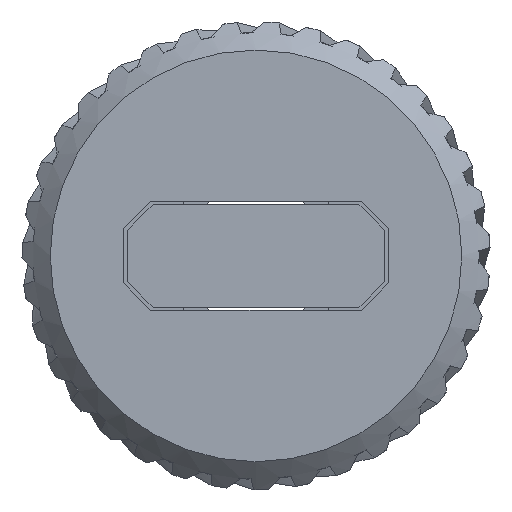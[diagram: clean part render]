
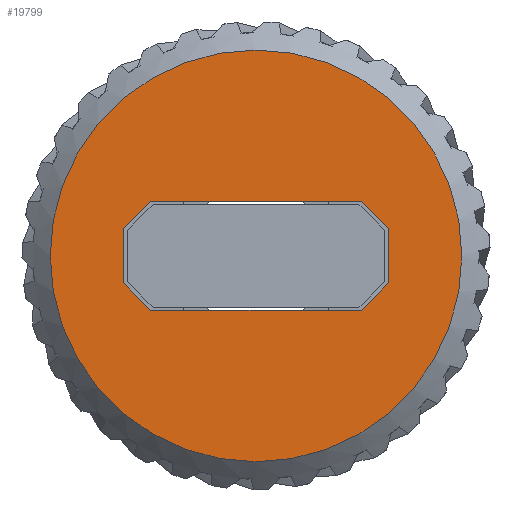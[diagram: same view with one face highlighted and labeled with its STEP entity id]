
A CAD part, front view. The second image highlights one B-rep face of the part: STEP entity #19799.
In plain terms, the highlighted planar face has unit normal (0, -1, 0).
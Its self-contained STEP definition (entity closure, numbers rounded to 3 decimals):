
#292=FACE_BOUND('',#4410,.T.);
#405=CIRCLE('',#21136,12.);
#812=LINE('',#25279,#1908);
#815=LINE('',#26602,#1911);
#816=LINE('',#26604,#1912);
#817=LINE('',#26605,#1913);
#818=LINE('',#26607,#1914);
#819=LINE('',#26609,#1915);
#820=LINE('',#26611,#1916);
#821=LINE('',#26612,#1917);
#1908=VECTOR('',#22083,10.);
#1911=VECTOR('',#22230,10.);
#1912=VECTOR('',#22231,10.);
#1913=VECTOR('',#22232,10.);
#1914=VECTOR('',#22233,10.);
#1915=VECTOR('',#22234,10.);
#1916=VECTOR('',#22235,10.);
#1917=VECTOR('',#22236,10.);
#2929=PLANE('',#21135);
#3189=FACE_OUTER_BOUND('',#4409,.T.);
#4409=EDGE_LOOP('',(#13042));
#4410=EDGE_LOOP('',(#13043,#13044,#13045,#13046,#13047,#13048,#13049,#13050));
#7373=VERTEX_POINT('',#25276);
#7374=VERTEX_POINT('',#25278);
#7586=VERTEX_POINT('',#26598);
#7587=VERTEX_POINT('',#26600);
#7588=VERTEX_POINT('',#26601);
#7589=VERTEX_POINT('',#26603);
#7590=VERTEX_POINT('',#26606);
#7591=VERTEX_POINT('',#26608);
#7592=VERTEX_POINT('',#26610);
#9448=EDGE_CURVE('',#7374,#7373,#812,.T.);
#9661=EDGE_CURVE('',#7586,#7586,#405,.T.);
#9662=EDGE_CURVE('',#7587,#7588,#815,.T.);
#9663=EDGE_CURVE('',#7588,#7589,#816,.T.);
#9664=EDGE_CURVE('',#7589,#7374,#817,.T.);
#9665=EDGE_CURVE('',#7373,#7590,#818,.T.);
#9666=EDGE_CURVE('',#7590,#7591,#819,.T.);
#9667=EDGE_CURVE('',#7591,#7592,#820,.T.);
#9668=EDGE_CURVE('',#7592,#7587,#821,.T.);
#13042=ORIENTED_EDGE('',*,*,#9661,.F.);
#13043=ORIENTED_EDGE('',*,*,#9662,.T.);
#13044=ORIENTED_EDGE('',*,*,#9663,.T.);
#13045=ORIENTED_EDGE('',*,*,#9664,.T.);
#13046=ORIENTED_EDGE('',*,*,#9448,.T.);
#13047=ORIENTED_EDGE('',*,*,#9665,.T.);
#13048=ORIENTED_EDGE('',*,*,#9666,.T.);
#13049=ORIENTED_EDGE('',*,*,#9667,.T.);
#13050=ORIENTED_EDGE('',*,*,#9668,.T.);
#19799=ADVANCED_FACE('',(#3189,#292),#2929,.F.);
#21135=AXIS2_PLACEMENT_3D('',#26597,#22226,#22227);
#21136=AXIS2_PLACEMENT_3D('',#26599,#22228,#22229);
#22083=DIRECTION('',(-1.,0.,0.));
#22226=DIRECTION('center_axis',(0.,1.,0.));
#22227=DIRECTION('ref_axis',(1.,0.,0.));
#22228=DIRECTION('center_axis',(0.,1.,0.));
#22229=DIRECTION('ref_axis',(1.,0.,0.));
#22230=DIRECTION('',(0.707,0.,-0.707));
#22231=DIRECTION('',(0.,0.,-1.));
#22232=DIRECTION('',(-0.707,0.,-0.707));
#22233=DIRECTION('',(-0.707,0.,0.707));
#22234=DIRECTION('',(0.,0.,1.));
#22235=DIRECTION('',(0.707,0.,0.707));
#22236=DIRECTION('',(1.,0.,0.));
#25276=CARTESIAN_POINT('',(-6.15,-1.,-3.175));
#25278=CARTESIAN_POINT('',(6.15,-1.,-3.175));
#25279=CARTESIAN_POINT('',(7.75,-1.,-3.175));
#26597=CARTESIAN_POINT('Origin',(0.,-1.,0.));
#26598=CARTESIAN_POINT('',(0.,-1.,-12.));
#26599=CARTESIAN_POINT('Origin',(0.,-1.,0.));
#26600=CARTESIAN_POINT('',(6.15,-1.,3.175));
#26601=CARTESIAN_POINT('',(7.75,-1.,1.575));
#26602=CARTESIAN_POINT('',(5.806,-1.,3.519));
#26603=CARTESIAN_POINT('',(7.75,-1.,-1.575));
#26604=CARTESIAN_POINT('',(7.75,-1.,1.588));
#26605=CARTESIAN_POINT('',(5.806,-1.,-3.519));
#26606=CARTESIAN_POINT('',(-7.75,-1.,-1.575));
#26607=CARTESIAN_POINT('',(-5.806,-1.,-3.519));
#26608=CARTESIAN_POINT('',(-7.75,-1.,1.575));
#26609=CARTESIAN_POINT('',(-7.75,-1.,-1.588));
#26610=CARTESIAN_POINT('',(-6.15,-1.,3.175));
#26611=CARTESIAN_POINT('',(-5.806,-1.,3.519));
#26612=CARTESIAN_POINT('',(-7.75,-1.,3.175));
